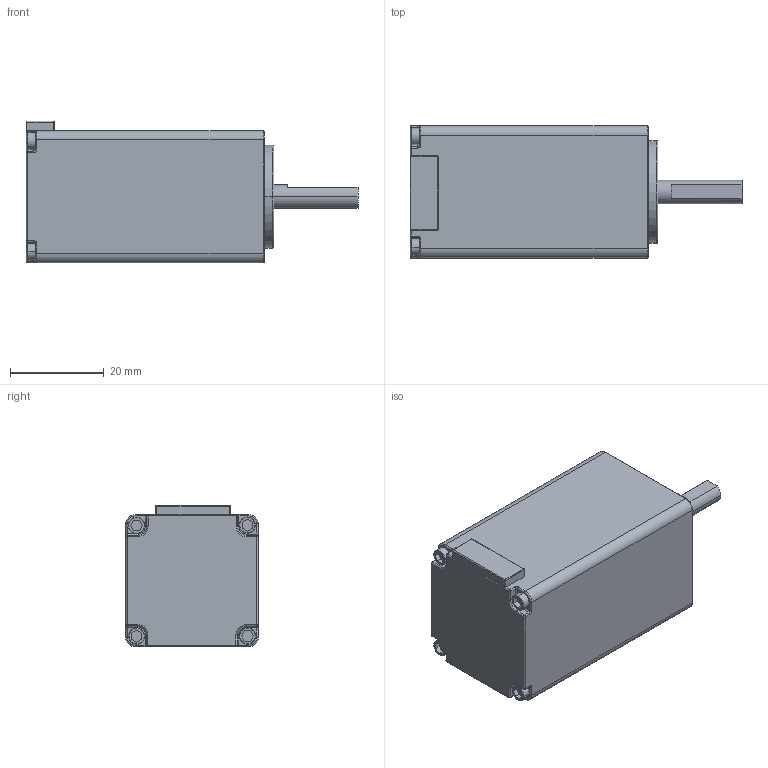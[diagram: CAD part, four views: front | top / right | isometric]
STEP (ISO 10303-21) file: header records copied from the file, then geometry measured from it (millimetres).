
FILE_DESCRIPTION((''),'2;1');
FILE_NAME('PRT0001','2018-08-16T',('Administrator'),(''),'PRO/ENGINEER BY PARAMETRIC TECHNOLOGY CORPORATION, 2009440','PRO/ENGINEER BY PARAMETRIC TECHNOLOGY CORPORATION, 2009440','');
FILE_SCHEMA(('CONFIG_CONTROL_DESIGN'));
Length unit declared in the file: millimetre
Products named in the file (1): PRT0001
Bounding box: 71 x 28.3 x 30.3 mm (x, y, z)
Volume: 41788.2 mm3; surface area: 7871.1 mm2
Topology: 1 solids, 1 shells, 186 faces, 414 edges, 244 vertices
Faces by surface type: cylinder 76, plane 64, torus 34, sphere 12
Entity records: 5146 total; most frequent: DIRECTION 984, CARTESIAN_POINT 844, ORIENTED_EDGE 828, EDGE_CURVE 414, AXIS2_PLACEMENT_3D 384, VERTEX_POINT 244, VECTOR 216, LINE 216
